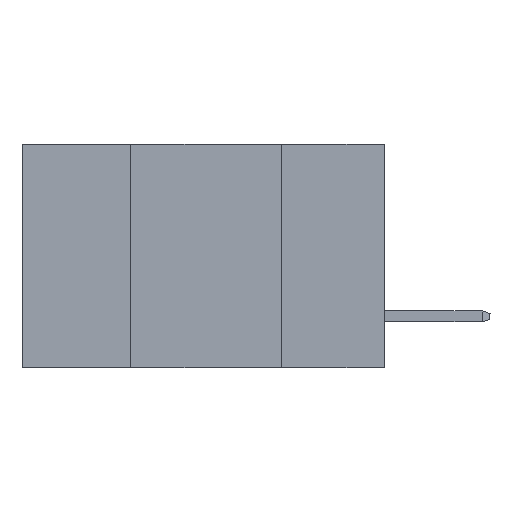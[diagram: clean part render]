
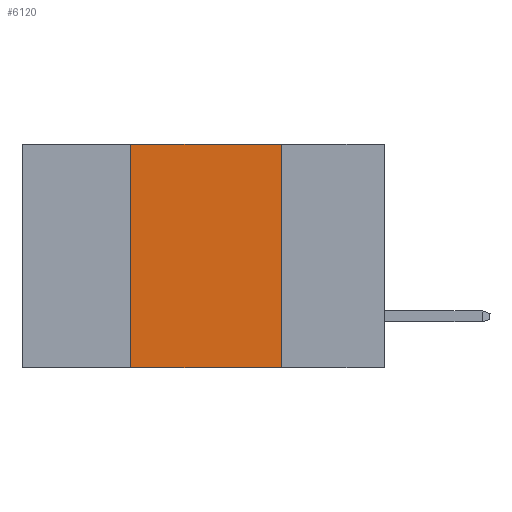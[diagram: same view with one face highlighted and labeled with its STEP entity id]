
A CAD part, left-side view. The second image highlights one B-rep face of the part: STEP entity #6120.
In plain terms, the highlighted planar face has unit normal (-1, 0, 0).
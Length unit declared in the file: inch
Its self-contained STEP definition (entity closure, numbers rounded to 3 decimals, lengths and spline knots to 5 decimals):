
#202 = LINE ( 'NONE', #1557, #14369 ) ;
#453 = EDGE_CURVE ( 'NONE', #16544, #12851, #202, .T. ) ;
#818 = FACE_OUTER_BOUND ( 'NONE', #3091, .T. ) ;
#1320 = VECTOR ( 'NONE', #1969, 39.37008 ) ;
#1557 = CARTESIAN_POINT ( 'NONE',  ( 0., 0.17, -0.37 ) ) ;
#1969 = DIRECTION ( 'NONE',  ( 0., 0., 1. ) ) ;
#2418 = CARTESIAN_POINT ( 'NONE',  ( 0., 0.17, 0. ) ) ;
#2467 = EDGE_CURVE ( 'NONE', #16321, #16544, #15174, .T. ) ;
#3091 = EDGE_LOOP ( 'NONE', ( #20189, #18563, #8757, #4991 ) ) ;
#4991 = ORIENTED_EDGE ( 'NONE', *, *, #13927, .T. ) ;
#6120 = ADVANCED_FACE ( 'NONE', ( #818 ), #7160, .F. ) ;
#6655 = LINE ( 'NONE', #13006, #17927 ) ;
#7160 = PLANE ( 'NONE',  #7408 ) ;
#7408 = AXIS2_PLACEMENT_3D ( 'NONE', #8625, #10510, #16758 ) ;
#8625 = CARTESIAN_POINT ( 'NONE',  ( 0., 0.6, 0. ) ) ;
#8757 = ORIENTED_EDGE ( 'NONE', *, *, #15767, .F. ) ;
#8822 = CARTESIAN_POINT ( 'NONE',  ( 0., 0.6, 0. ) ) ;
#9344 = CARTESIAN_POINT ( 'NONE',  ( 0., 0.17, -0.37 ) ) ;
#9615 = VECTOR ( 'NONE', #10390, 39.37008 ) ;
#10390 = DIRECTION ( 'NONE',  ( 0., -1., 0. ) ) ;
#10510 = DIRECTION ( 'NONE',  ( 1., 0., 0. ) ) ;
#10916 = VERTEX_POINT ( 'NONE', #19591 ) ;
#12851 = VERTEX_POINT ( 'NONE', #9344 ) ;
#13006 = CARTESIAN_POINT ( 'NONE',  ( 0., 0.6, -0.37 ) ) ;
#13927 = EDGE_CURVE ( 'NONE', #10916, #12851, #6655, .T. ) ;
#14369 = VECTOR ( 'NONE', #15932, 39.37008 ) ;
#14975 = CARTESIAN_POINT ( 'NONE',  ( 0., 0.42, -0.37 ) ) ;
#15174 = LINE ( 'NONE', #8822, #9615 ) ;
#15767 = EDGE_CURVE ( 'NONE', #10916, #16321, #19896, .T. ) ;
#15932 = DIRECTION ( 'NONE',  ( 0., 0., -1. ) ) ;
#16321 = VERTEX_POINT ( 'NONE', #19984 ) ;
#16544 = VERTEX_POINT ( 'NONE', #2418 ) ;
#16758 = DIRECTION ( 'NONE',  ( 0., 0., -1. ) ) ;
#17927 = VECTOR ( 'NONE', #19307, 39.37008 ) ;
#18563 = ORIENTED_EDGE ( 'NONE', *, *, #2467, .F. ) ;
#19307 = DIRECTION ( 'NONE',  ( 0., -1., 0. ) ) ;
#19591 = CARTESIAN_POINT ( 'NONE',  ( 0., 0.42, -0.37 ) ) ;
#19896 = LINE ( 'NONE', #14975, #1320 ) ;
#19984 = CARTESIAN_POINT ( 'NONE',  ( 0., 0.42, 0. ) ) ;
#20189 = ORIENTED_EDGE ( 'NONE', *, *, #453, .F. ) ;
